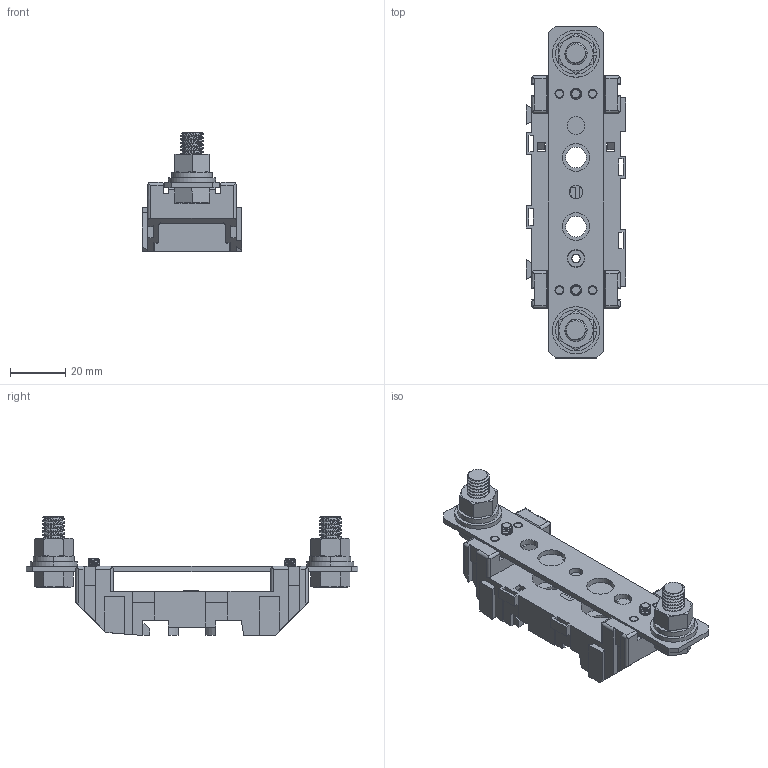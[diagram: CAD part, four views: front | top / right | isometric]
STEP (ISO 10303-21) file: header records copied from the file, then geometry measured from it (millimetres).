
FILE_DESCRIPTION((''),'2;1');
FILE_NAME('001701150_PLNS_00N_A_ASM','2023-10-26T10:35:34',('klemen.sitar'),('Audax d.o.o.'),'CREO PARAMETRIC BY PTC INC, 2021304','CREO PARAMETRIC BY PTC INC, 2021304','');
FILE_SCHEMA(('AP242_MANAGED_MODEL_BASED_3D_ENGINEERING_MIM_LF { 1 0 10303 442 1 1 4 }'));
Products named in the file (18): VIJAK_M8X20_DIN_933_1; MATICA_M8_DIN934_1; FILLET1_1; BOSS-EXTRUDE1_3__1; BOSS-EXTRUDE1_1__1; CHAMFER5_1; BOSS-EXTRUDE1_2__1; BOSS-EXTRUDE1_4__1; FILLET4_1; FILLET3_1; FILLET2_1; PODNOZJE_NP-00_0P2505_ASM_1_ASM; PODLOSKA_8_DIN_125_1; RASCJEPKA_8_DIN_127_1; VIJAK_M4X12_DIN_912_1; NUL_STEZALJKA_00_1; ETI_LOGO_9_9X5_78MM; 001701150_PLNS_00N_A_ASM
Assembly tree (22 placements, depth 3):
  001701150_PLNS_00N_A_ASM
    VIJAK_M8X20_DIN_933_1  x2
    MATICA_M8_DIN934_1  x2
    PODNOZJE_NP-00_0P2505_ASM_1_ASM
      FILLET1_1
      BOSS-EXTRUDE1_3__1
      BOSS-EXTRUDE1_1__1
      CHAMFER5_1
      BOSS-EXTRUDE1_2__1
      BOSS-EXTRUDE1_4__1
      FILLET4_1
      FILLET3_1
      FILLET2_1
    PODLOSKA_8_DIN_125_1  x2
    RASCJEPKA_8_DIN_127_1  x2
    VIJAK_M4X12_DIN_912_1  x2
    NUL_STEZALJKA_00_1
    ETI_LOGO_9_9X5_78MM
Bounding box: 36 x 120 x 43 mm (x, y, z)
Volume: 28132.9 mm3; surface area: 30658.8 mm2
Topology: 21 solids, 23 shells, 757 faces, 2089 edges, 1381 vertices
Faces by surface type: plane 386, cylinder 291, cone 56, bspline 12, torus 12
Entity records: 173412 total; most frequent: CARTESIAN_POINT 145032, ORIENTED_EDGE 3438, DIRECTION 3243, PRESENTATION_STYLE_ASSIGNMENT 2399, STYLED_ITEM 2399, CURVE_STYLE 1760, EDGE_CURVE 1721, VERTEX_POINT 1137
